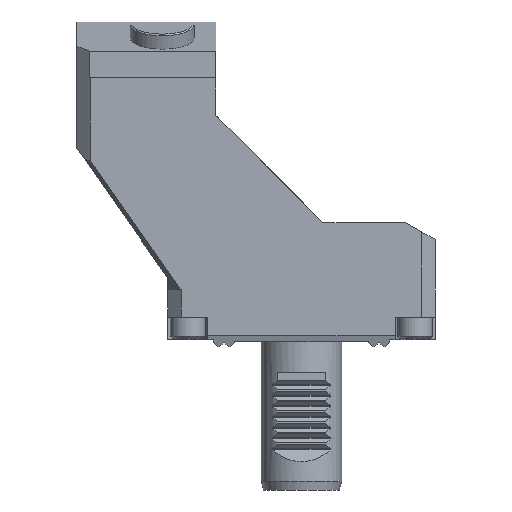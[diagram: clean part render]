
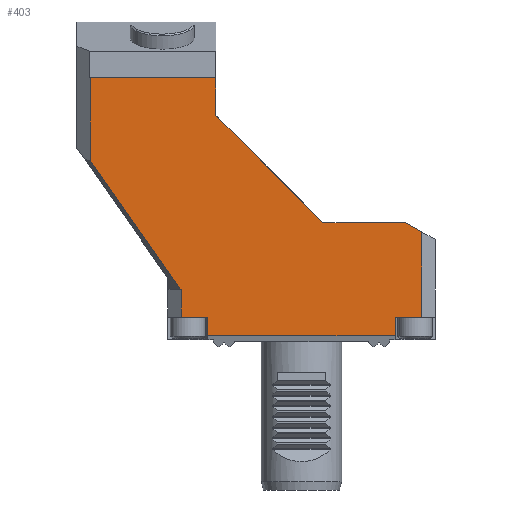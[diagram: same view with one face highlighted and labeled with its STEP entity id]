
A CAD part, front view. The second image highlights one B-rep face of the part: STEP entity #403.
In plain terms, the highlighted planar face has unit normal (0, -1, 0).
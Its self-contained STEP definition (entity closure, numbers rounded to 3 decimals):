
#403=ADVANCED_FACE('',(#744),#590,.T.);
#590=PLANE('',#3988);
#744=FACE_OUTER_BOUND('',#963,.T.);
#963=EDGE_LOOP('',(#2323,#2324,#2325,#2326,#2327,#2328,#2329,#2330,#2331,
#2332,#2333,#2334,#2335,#2336,#2337));
#1175=LINE('',#5505,#1526);
#1177=LINE('',#5509,#1528);
#1187=LINE('',#5535,#1538);
#1196=LINE('',#5554,#1547);
#1208=LINE('',#5579,#1559);
#1213=LINE('',#5588,#1564);
#1265=LINE('',#5787,#1616);
#1279=LINE('',#5818,#1630);
#1282=LINE('',#5824,#1633);
#1287=LINE('',#5834,#1638);
#1291=LINE('',#5840,#1642);
#1306=LINE('',#5869,#1657);
#1308=LINE('',#5873,#1659);
#1310=LINE('',#5876,#1661);
#1318=LINE('',#5892,#1669);
#1526=VECTOR('',#4401,1.);
#1528=VECTOR('',#4405,1.);
#1538=VECTOR('',#4427,1.);
#1547=VECTOR('',#4448,1.);
#1559=VECTOR('',#4472,1.);
#1564=VECTOR('',#4481,1.);
#1616=VECTOR('',#4623,1.);
#1630=VECTOR('',#4649,1.);
#1633=VECTOR('',#4654,1.);
#1638=VECTOR('',#4661,1.);
#1642=VECTOR('',#4667,1.);
#1657=VECTOR('',#4694,1.);
#1659=VECTOR('',#4698,1.);
#1661=VECTOR('',#4702,1.);
#1669=VECTOR('',#4724,1.);
#2323=ORIENTED_EDGE('',*,*,#3498,.T.);
#2324=ORIENTED_EDGE('',*,*,#3502,.T.);
#2325=ORIENTED_EDGE('',*,*,#3500,.F.);
#2326=ORIENTED_EDGE('',*,*,#3372,.T.);
#2327=ORIENTED_EDGE('',*,*,#3359,.F.);
#2328=ORIENTED_EDGE('',*,*,#3337,.F.);
#2329=ORIENTED_EDGE('',*,*,#3377,.T.);
#2330=ORIENTED_EDGE('',*,*,#3335,.F.);
#2331=ORIENTED_EDGE('',*,*,#3349,.F.);
#2332=ORIENTED_EDGE('',*,*,#3510,.T.);
#2333=ORIENTED_EDGE('',*,*,#3471,.T.);
#2334=ORIENTED_EDGE('',*,*,#3474,.T.);
#2335=ORIENTED_EDGE('',*,*,#3479,.T.);
#2336=ORIENTED_EDGE('',*,*,#3483,.T.);
#2337=ORIENTED_EDGE('',*,*,#3455,.T.);
#2947=VERTEX_POINT('',#5500);
#2949=VERTEX_POINT('',#5504);
#2950=VERTEX_POINT('',#5508);
#2951=VERTEX_POINT('',#5510);
#2960=VERTEX_POINT('',#5534);
#2965=VERTEX_POINT('',#5555);
#2972=VERTEX_POINT('',#5580);
#3033=VERTEX_POINT('',#5786);
#3034=VERTEX_POINT('',#5788);
#3044=VERTEX_POINT('',#5817);
#3045=VERTEX_POINT('',#5819);
#3047=VERTEX_POINT('',#5825);
#3050=VERTEX_POINT('',#5833);
#3059=VERTEX_POINT('',#5868);
#3060=VERTEX_POINT('',#5872);
#3335=EDGE_CURVE('',#2949,#2947,#1175,.T.);
#3337=EDGE_CURVE('',#2950,#2951,#1177,.T.);
#3349=EDGE_CURVE('',#2960,#2949,#1187,.T.);
#3359=EDGE_CURVE('',#2951,#2965,#1196,.T.);
#3372=EDGE_CURVE('',#2972,#2965,#1208,.T.);
#3377=EDGE_CURVE('',#2950,#2947,#1213,.T.);
#3455=EDGE_CURVE('',#3034,#3033,#1265,.T.);
#3471=EDGE_CURVE('',#3045,#3044,#1279,.T.);
#3474=EDGE_CURVE('',#3044,#3047,#1282,.T.);
#3479=EDGE_CURVE('',#3047,#3050,#1287,.T.);
#3483=EDGE_CURVE('',#3050,#3034,#1291,.T.);
#3498=EDGE_CURVE('',#3033,#3059,#1306,.T.);
#3500=EDGE_CURVE('',#2972,#3060,#1308,.T.);
#3502=EDGE_CURVE('',#3059,#3060,#1310,.T.);
#3510=EDGE_CURVE('',#2960,#3045,#1318,.T.);
#3988=AXIS2_PLACEMENT_3D('',#5894,#4727,#4728);
#4401=DIRECTION('',(0.,0.,-1.));
#4405=DIRECTION('',(0.,0.,1.));
#4427=DIRECTION('',(-1.,0.,0.));
#4448=DIRECTION('',(-1.,0.,0.));
#4472=DIRECTION('',(0.,0.,-1.));
#4481=DIRECTION('',(1.,0.,0.));
#4623=DIRECTION('',(-1.,0.,0.));
#4649=DIRECTION('',(-0.866,0.,0.5));
#4654=DIRECTION('',(-1.,0.,0.));
#4661=DIRECTION('',(-0.707,0.,0.707));
#4667=DIRECTION('',(0.,0.,1.));
#4694=DIRECTION('',(0.,0.,-1.));
#4698=DIRECTION('',(-1.,0.,0.));
#4702=DIRECTION('',(0.574,0.,-0.819));
#4724=DIRECTION('',(0.,0.,1.));
#4727=DIRECTION('',(0.,-1.,0.));
#4728=DIRECTION('',(-1.,0.,0.));
#5500=CARTESIAN_POINT('',(35.,-39.,2.6));
#5504=CARTESIAN_POINT('',(35.,-39.,9.6));
#5505=CARTESIAN_POINT('',(35.,-39.,20.));
#5508=CARTESIAN_POINT('',(-35.,-39.,2.6));
#5509=CARTESIAN_POINT('',(-35.,-39.,20.));
#5510=CARTESIAN_POINT('',(-35.,-39.,9.6));
#5534=CARTESIAN_POINT('',(45.,-39.,9.6));
#5535=CARTESIAN_POINT('',(0.,-39.,9.6));
#5554=CARTESIAN_POINT('',(0.,-39.,9.6));
#5555=CARTESIAN_POINT('',(-45.,-39.,9.6));
#5579=CARTESIAN_POINT('',(-45.,-39.,20.));
#5580=CARTESIAN_POINT('',(-45.,-39.,20.));
#5588=CARTESIAN_POINT('',(-63.,-39.,2.6));
#5786=CARTESIAN_POINT('',(-79.,-39.,99.15));
#5787=CARTESIAN_POINT('',(-32.,-39.,99.15));
#5788=CARTESIAN_POINT('',(-32.,-39.,99.15));
#5817=CARTESIAN_POINT('',(39.,-39.,45.));
#5818=CARTESIAN_POINT('',(58.075,-39.,33.987));
#5819=CARTESIAN_POINT('',(45.,-39.,41.536));
#5824=CARTESIAN_POINT('',(50.,-39.,45.));
#5825=CARTESIAN_POINT('',(8.,-39.,45.));
#5833=CARTESIAN_POINT('',(-32.,-39.,85.));
#5834=CARTESIAN_POINT('',(8.,-39.,45.));
#5840=CARTESIAN_POINT('',(-32.,-39.,120.));
#5868=CARTESIAN_POINT('',(-79.,-39.,68.317));
#5869=CARTESIAN_POINT('',(-79.,-39.,20.));
#5872=CARTESIAN_POINT('',(-45.168,-39.,20.));
#5873=CARTESIAN_POINT('',(50.,-39.,20.));
#5876=CARTESIAN_POINT('',(-13.859,-39.,-24.714));
#5892=CARTESIAN_POINT('',(45.,-39.,20.));
#5894=CARTESIAN_POINT('',(50.,-39.,20.));
